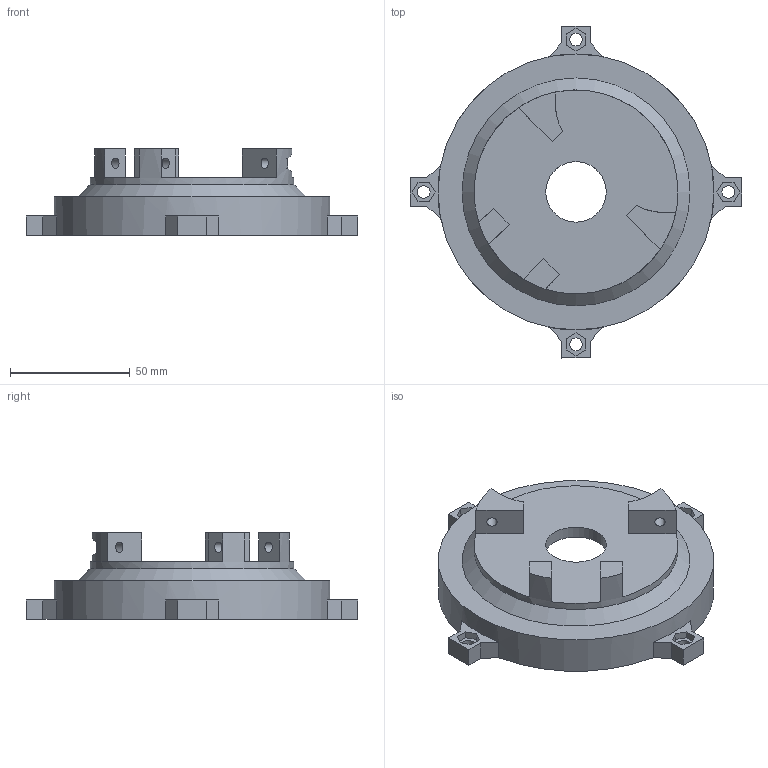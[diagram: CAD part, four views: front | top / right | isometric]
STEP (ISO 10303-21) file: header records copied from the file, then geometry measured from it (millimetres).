
FILE_DESCRIPTION(('FreeCAD Model'),'2;1');
FILE_NAME('Open CASCADE Shape Model','2025-10-12T13:53:11',(''),(''), 'Open CASCADE STEP processor 7.8','FreeCAD','Unknown');
FILE_SCHEMA(('AUTOMOTIVE_DESIGN { 1 0 10303 214 1 1 1 1 }'));
Length unit declared in the file: millimetre
Products named in the file (1): ring
Bounding box: 138.35 x 138.36 x 36 mm (x, y, z)
Volume: 100514.7 mm3; surface area: 41365.9 mm2
Topology: 1 solids, 1 shells, 501 faces, 1481 edges, 989 vertices
Faces by surface type: cylinder 213, extrusion 202, plane 85, cone 1
Full cylindrical faces by diameter (mm): 4.3 x4, 5.3 x4, 25.2 x1, 75.2 x1, 85 x1, 115 x1
Entity records: 17916 total; most frequent: CARTESIAN_POINT 4835, ORIENTED_EDGE 2962, DIRECTION 2320, EDGE_CURVE 1481, VERTEX_POINT 989, VECTOR 812, AXIS2_PLACEMENT_3D 754, B_SPLINE_CURVE_WITH_KNOTS 619
